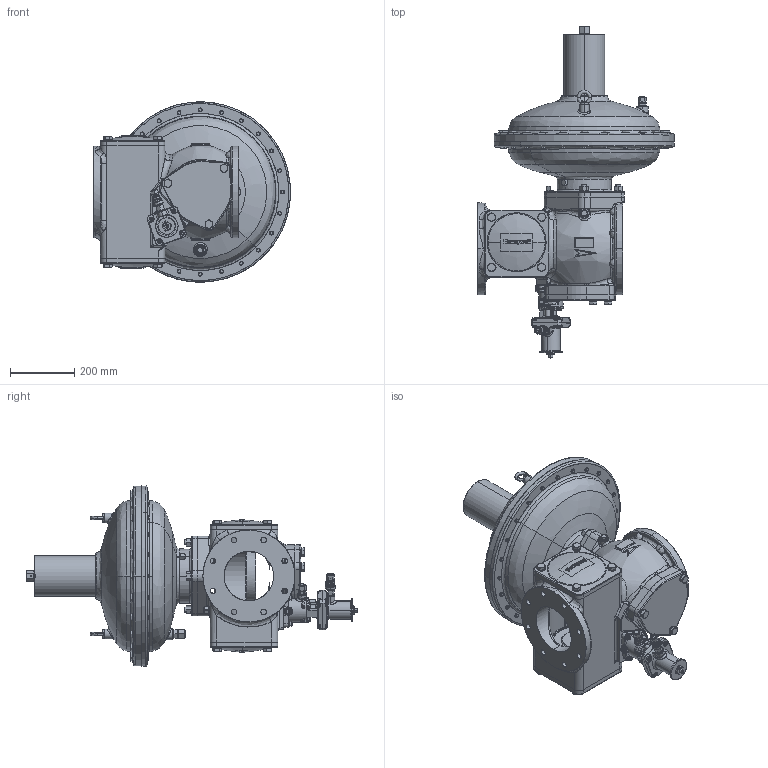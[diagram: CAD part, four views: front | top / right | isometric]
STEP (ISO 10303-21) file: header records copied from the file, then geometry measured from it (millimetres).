
FILE_DESCRIPTION (( 'STEP AP214' ), '1' );
FILE_NAME ('MB_HON370_150_RE3_K1a_-_.STEP', '2017-03-14T16:22:44', ( '' ), ( '' ), 'SwSTEP 2.0', 'SolidWorks 2015', '' );
FILE_SCHEMA (( 'AUTOMOTIVE_DESIGN' ));
Length unit declared in the file: millimetre
Products named in the file (1): MB_HON370_150_RE3_K1a_-_
Bounding box: 610.4 x 1030.33 x 559.98 mm (x, y, z)
Surface area: 2127661.3 mm2 (no closed solid volume)
Topology: 0 solids, 2057 shells, 2592 faces, 11227 edges, 10681 vertices
Faces by surface type: plane 840, cylinder 771, bspline 557, cone 424
Entity records: 255098 total; most frequent: CARTESIAN_POINT 173090, DIRECTION 14593, ORIENTED_EDGE 12283, EDGE_CURVE 11198, VERTEX_POINT 10681, AXIS2_PLACEMENT_3D 5280, LINE 4033, VECTOR 4033
